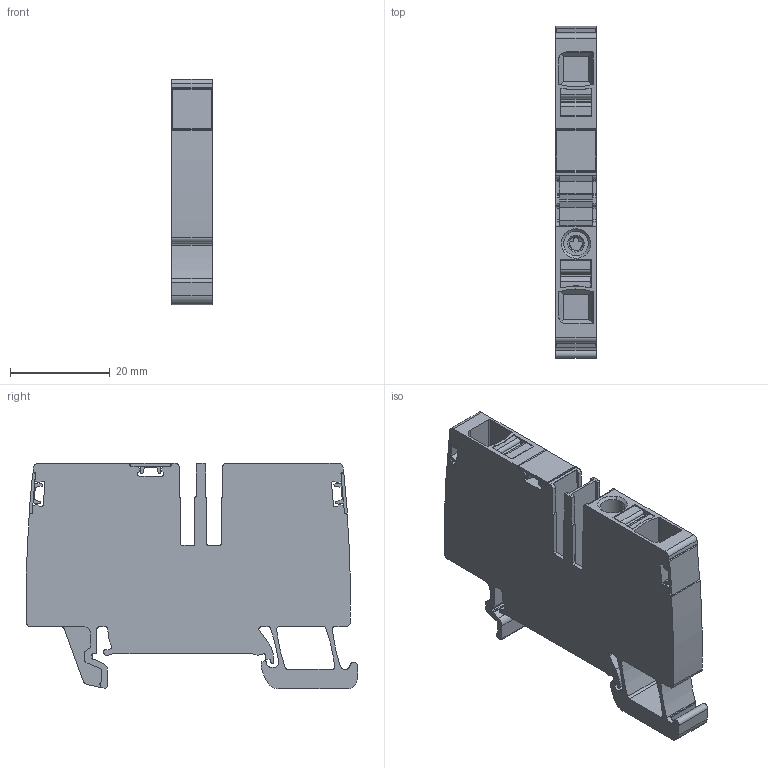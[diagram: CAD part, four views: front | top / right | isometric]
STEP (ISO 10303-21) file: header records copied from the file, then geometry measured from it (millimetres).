
FILE_DESCRIPTION(('CATIA V5R22 STEP214','CAx-IF Rec.Pracs.--- Model Styling and Organization---1.4--- 2014-01-23'),'2;1');
FILE_NAME ('1135611-1_1', '2019-07-04T05:10:03+00:00', ('Weidmueller Interface'), ('Weidmueller'), 'CATIA Version 5-6 Release 2016 SP3 HF44', 'CATIA V5 STEP AP214', 'none');
FILE_SCHEMA(('AUTOMOTIVE_DESIGN { 1 0 10303 214 1 1 1 1 }'));
Length unit declared in the file: millimetre
Products named in the file (1): 2674880000_A2C_6_DL_BL
Bounding box: 8.1 x 66.43 x 45.2 mm (x, y, z)
Volume: 16132.1 mm3; surface area: 10276.7 mm2
Topology: 6 solids, 6 shells, 644 faces, 1851 edges, 1237 vertices
Faces by surface type: plane 336, cylinder 282, torus 20, cone 6
Entity records: 20570 total; most frequent: CARTESIAN_POINT 4174, ORIENTED_EDGE 3702, DIRECTION 2859, EDGE_CURVE 1851, VERTEX_POINT 1237, VECTOR 1228, LINE 1228, AXIS2_PLACEMENT_3D 1095
